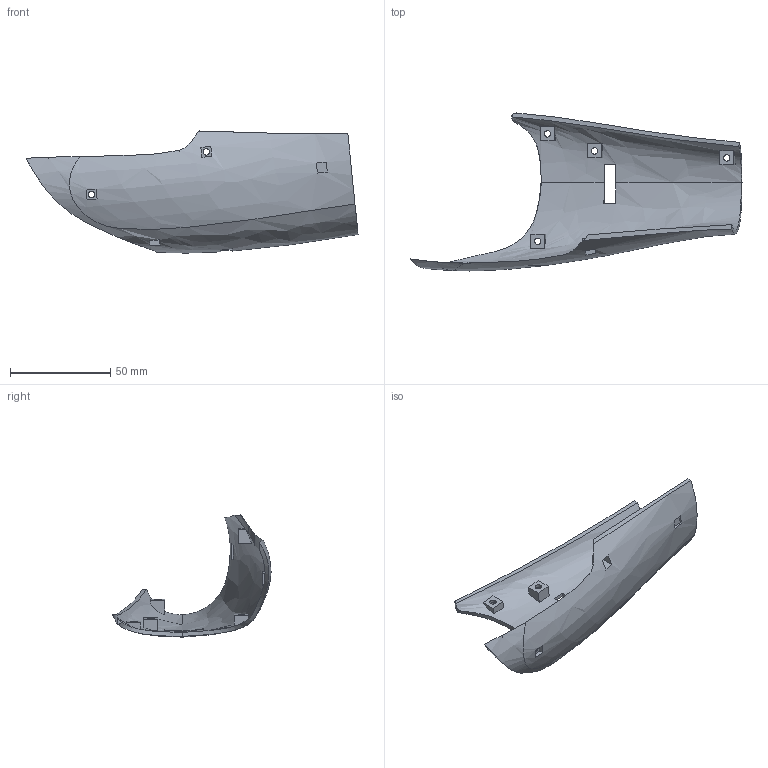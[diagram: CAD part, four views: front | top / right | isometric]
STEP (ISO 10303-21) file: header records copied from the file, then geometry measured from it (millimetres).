
FILE_DESCRIPTION (( 'STEP AP214' ), '1' );
FILE_NAME ('cover servo gede.STEP', '2025-05-25T21:23:33', ( '' ), ( '' ), 'SwSTEP 2.0', 'SolidWorks 2023', '' );
FILE_SCHEMA (( 'AUTOMOTIVE_DESIGN' ));
Length unit declared in the file: millimetre
Products named in the file (1): cover servo gede
Bounding box: 165.4 x 78.76 x 60.88 mm (x, y, z)
Volume: 25593.6 mm3; surface area: 27819.8 mm2
Topology: 1 solids, 1 shells, 108 faces, 277 edges, 184 vertices
Faces by surface type: plane 76, cylinder 17, bspline 15
Entity records: 15938 total; most frequent: CARTESIAN_POINT 13501, ORIENTED_EDGE 554, DIRECTION 376, EDGE_CURVE 277, VERTEX_POINT 184, LINE 136, VECTOR 136, EDGE_LOOP 135
